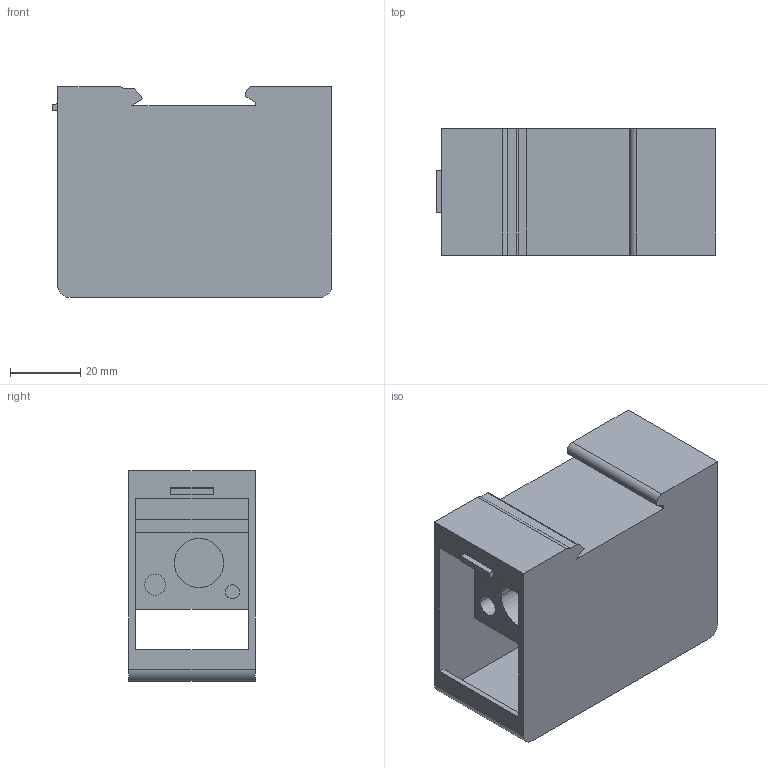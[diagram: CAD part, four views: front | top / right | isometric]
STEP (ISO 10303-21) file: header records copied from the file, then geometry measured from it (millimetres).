
FILE_DESCRIPTION((''),'2;1');
FILE_NAME('UJFX1-70_70_10_4','2023-04-12T',('ASUS'),(''),'PRO/ENGINEER BY PARAMETRIC TECHNOLOGY CORPORATION, 2013230','PRO/ENGINEER BY PARAMETRIC TECHNOLOGY CORPORATION, 2013230','');
FILE_SCHEMA(('CONFIG_CONTROL_DESIGN'));
Length unit declared in the file: millimetre
Products named in the file (1): UJFX1-70_70_10_4
Bounding box: 79.61 x 36 x 60 mm (x, y, z)
Volume: 78236.2 mm3; surface area: 31608.2 mm2
Topology: 1 solids, 1 shells, 66 faces, 181 edges, 122 vertices
Faces by surface type: plane 49, cylinder 17
Entity records: 2158 total; most frequent: CARTESIAN_POINT 369, ORIENTED_EDGE 362, DIRECTION 351, EDGE_CURVE 181, VECTOR 143, LINE 143, VERTEX_POINT 122, AXIS2_PLACEMENT_3D 104
